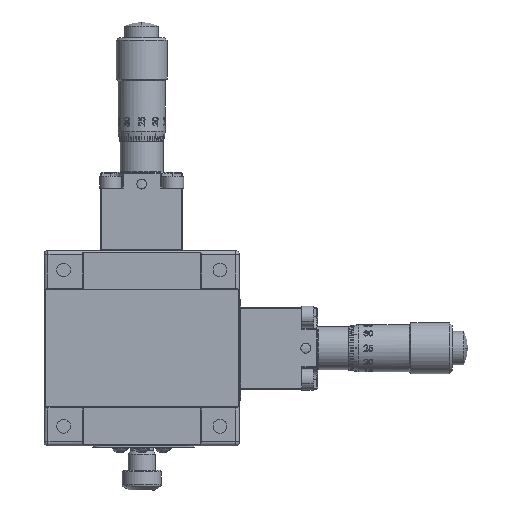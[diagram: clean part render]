
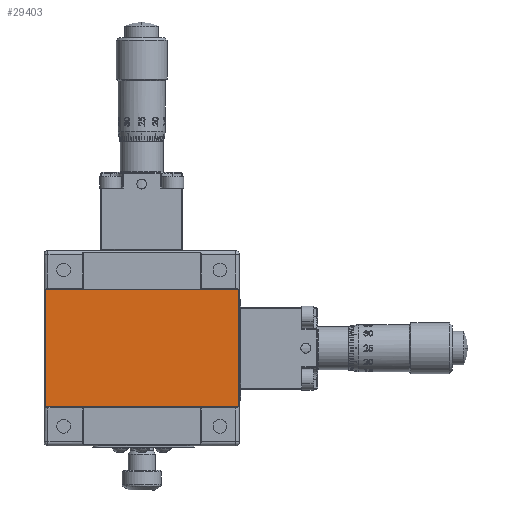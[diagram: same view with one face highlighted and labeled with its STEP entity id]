
A CAD part, front view. The second image highlights one B-rep face of the part: STEP entity #29403.
In plain terms, the highlighted planar face has unit normal (0, -1, 0).
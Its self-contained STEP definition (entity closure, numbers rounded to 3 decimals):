
#4876 = LINE ( 'NONE', #107819, #77006 ) ;
#9127 = EDGE_CURVE ( 'NONE', #56779, #19955, #26754, .T. ) ;
#10864 = CARTESIAN_POINT ( 'NONE',  ( 60.708, -18.778, -17.936 ) ) ;
#11947 = ORIENTED_EDGE ( 'NONE', *, *, #17210, .T. ) ;
#17210 = EDGE_CURVE ( 'NONE', #18806, #56779, #74948, .T. ) ;
#18574 = DIRECTION ( 'NONE',  ( 0., 0., -1. ) ) ;
#18806 = VERTEX_POINT ( 'NONE', #90482 ) ;
#19955 = VERTEX_POINT ( 'NONE', #48099 ) ;
#22452 = LINE ( 'NONE', #102598, #91389 ) ;
#23058 = ORIENTED_EDGE ( 'NONE', *, *, #119983, .F. ) ;
#26754 = LINE ( 'NONE', #93995, #42694 ) ;
#29403 = ADVANCED_FACE ( 'NONE', ( #42054 ), #103545, .T. ) ;
#36343 = CARTESIAN_POINT ( 'NONE',  ( 11.279, -18.778, 12.064 ) ) ;
#42054 = FACE_OUTER_BOUND ( 'NONE', #57046, .T. ) ;
#42694 = VECTOR ( 'NONE', #94934, 1000. ) ;
#44233 = VECTOR ( 'NONE', #120128, 1000. ) ;
#48099 = CARTESIAN_POINT ( 'NONE',  ( 60.708, -18.778, 12.064 ) ) ;
#49028 = VERTEX_POINT ( 'NONE', #36343 ) ;
#54366 = DIRECTION ( 'NONE',  ( 0., 0., -1. ) ) ;
#56779 = VERTEX_POINT ( 'NONE', #10864 ) ;
#57046 = EDGE_LOOP ( 'NONE', ( #23058, #119805, #11947, #80535 ) ) ;
#70416 = DIRECTION ( 'NONE',  ( 1., 0., 0. ) ) ;
#74948 = LINE ( 'NONE', #106524, #44233 ) ;
#77006 = VECTOR ( 'NONE', #70416, 1000. ) ;
#77684 = DIRECTION ( 'NONE',  ( 0., -1., 0. ) ) ;
#80535 = ORIENTED_EDGE ( 'NONE', *, *, #9127, .T. ) ;
#90313 = AXIS2_PLACEMENT_3D ( 'NONE', #104380, #77684, #54366 ) ;
#90482 = CARTESIAN_POINT ( 'NONE',  ( 11.279, -18.778, -17.936 ) ) ;
#91389 = VECTOR ( 'NONE', #18574, 1000. ) ;
#93995 = CARTESIAN_POINT ( 'NONE',  ( 60.708, -18.778, -17.936 ) ) ;
#94934 = DIRECTION ( 'NONE',  ( 0., 0., 1. ) ) ;
#102598 = CARTESIAN_POINT ( 'NONE',  ( 11.279, -18.778, 12.064 ) ) ;
#103545 = PLANE ( 'NONE',  #90313 ) ;
#104380 = CARTESIAN_POINT ( 'NONE',  ( 10.994, -18.778, 12.064 ) ) ;
#105659 = EDGE_CURVE ( 'NONE', #49028, #18806, #22452, .T. ) ;
#106524 = CARTESIAN_POINT ( 'NONE',  ( 10.994, -18.778, -17.936 ) ) ;
#107819 = CARTESIAN_POINT ( 'NONE',  ( 10.994, -18.778, 12.064 ) ) ;
#119805 = ORIENTED_EDGE ( 'NONE', *, *, #105659, .T. ) ;
#119983 = EDGE_CURVE ( 'NONE', #49028, #19955, #4876, .T. ) ;
#120128 = DIRECTION ( 'NONE',  ( 1., 0., 0. ) ) ;
